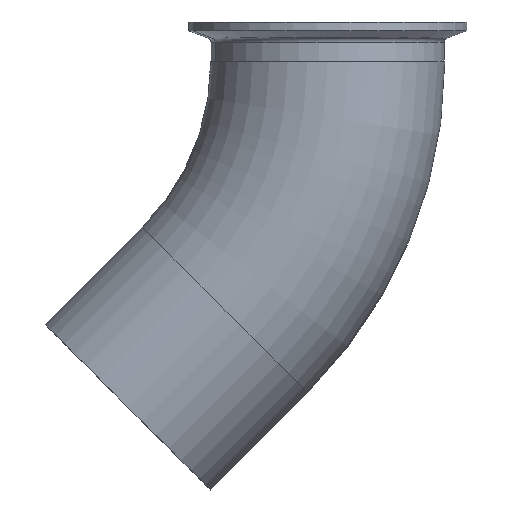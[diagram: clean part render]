
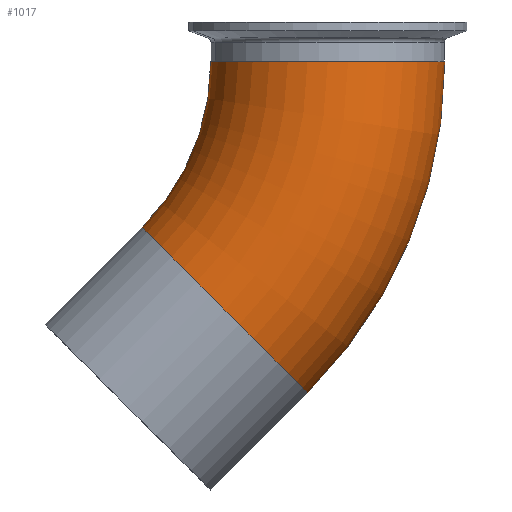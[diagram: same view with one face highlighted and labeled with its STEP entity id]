
A CAD part, front view. The second image highlights one B-rep face of the part: STEP entity #1017.
In plain terms, the highlighted toroidal (fillet/blend) face has major radius 114.3 mm and minor radius 38.1 mm.
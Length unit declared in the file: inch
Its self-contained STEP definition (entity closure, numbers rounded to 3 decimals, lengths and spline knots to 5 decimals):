
#15 = EDGE_LOOP ( 'NONE', ( #288, #772, #1014, #516 ) ) ;
#17 = DIRECTION ( 'NONE',  ( 0., -1., 0. ) ) ;
#33 = CIRCLE ( 'NONE', #718, 6. ) ;
#92 = TOROIDAL_SURFACE ( 'NONE', #937, 4.5, 1.5 ) ;
#102 = EDGE_CURVE ( 'NONE', #605, #567, #469, .T. ) ;
#117 = DIRECTION ( 'NONE',  ( -0.707, 0., 0.707 ) ) ;
#164 = CARTESIAN_POINT ( 'NONE',  ( 0., 0., 0. ) ) ;
#177 = FACE_OUTER_BOUND ( 'NONE', #15, .T. ) ;
#185 = DIRECTION ( 'NONE',  ( 0., 0., -1. ) ) ;
#272 = AXIS2_PLACEMENT_3D ( 'NONE', #164, #1118, #381 ) ;
#288 = ORIENTED_EDGE ( 'NONE', *, *, #327, .F. ) ;
#327 = EDGE_CURVE ( 'NONE', #615, #688, #479, .T. ) ;
#364 = EDGE_CURVE ( 'NONE', #688, #605, #991, .T. ) ;
#374 = DIRECTION ( 'NONE',  ( 0., 0., -1. ) ) ;
#381 = DIRECTION ( 'NONE',  ( 0., 0., -1. ) ) ;
#384 = CARTESIAN_POINT ( 'NONE',  ( 0., 0., 0. ) ) ;
#394 = AXIS2_PLACEMENT_3D ( 'NONE', #678, #856, #765 ) ;
#403 = EDGE_CURVE ( 'NONE', #615, #567, #33, .T. ) ;
#437 = CARTESIAN_POINT ( 'NONE',  ( 2.12132, 0., -2.12132 ) ) ;
#469 = CIRCLE ( 'NONE', #394, 1.5 ) ;
#479 = CIRCLE ( 'NONE', #604, 1.5 ) ;
#516 = ORIENTED_EDGE ( 'NONE', *, *, #364, .F. ) ;
#567 = VERTEX_POINT ( 'NONE', #762 ) ;
#604 = AXIS2_PLACEMENT_3D ( 'NONE', #656, #652, #117 ) ;
#605 = VERTEX_POINT ( 'NONE', #1151 ) ;
#615 = VERTEX_POINT ( 'NONE', #1158 ) ;
#652 = DIRECTION ( 'NONE',  ( -0.707, 0., -0.707 ) ) ;
#656 = CARTESIAN_POINT ( 'NONE',  ( 3.18198, 0., -3.18198 ) ) ;
#678 = CARTESIAN_POINT ( 'NONE',  ( 4.5, 0., 0. ) ) ;
#688 = VERTEX_POINT ( 'NONE', #437 ) ;
#718 = AXIS2_PLACEMENT_3D ( 'NONE', #384, #17, #374 ) ;
#720 = CARTESIAN_POINT ( 'NONE',  ( 0., 0., 0. ) ) ;
#762 = CARTESIAN_POINT ( 'NONE',  ( 6., 0., 0. ) ) ;
#765 = DIRECTION ( 'NONE',  ( 1., 0., 0. ) ) ;
#772 = ORIENTED_EDGE ( 'NONE', *, *, #403, .T. ) ;
#856 = DIRECTION ( 'NONE',  ( 0., 0., 1. ) ) ;
#937 = AXIS2_PLACEMENT_3D ( 'NONE', #720, #1098, #185 ) ;
#991 = CIRCLE ( 'NONE', #272, 3. ) ;
#1014 = ORIENTED_EDGE ( 'NONE', *, *, #102, .F. ) ;
#1017 = ADVANCED_FACE ( 'NONE', ( #177 ), #92, .T. ) ;
#1098 = DIRECTION ( 'NONE',  ( 0., -1., 0. ) ) ;
#1118 = DIRECTION ( 'NONE',  ( 0., -1., 0. ) ) ;
#1151 = CARTESIAN_POINT ( 'NONE',  ( 3., 0., 0. ) ) ;
#1158 = CARTESIAN_POINT ( 'NONE',  ( 4.24264, 0., -4.24264 ) ) ;
